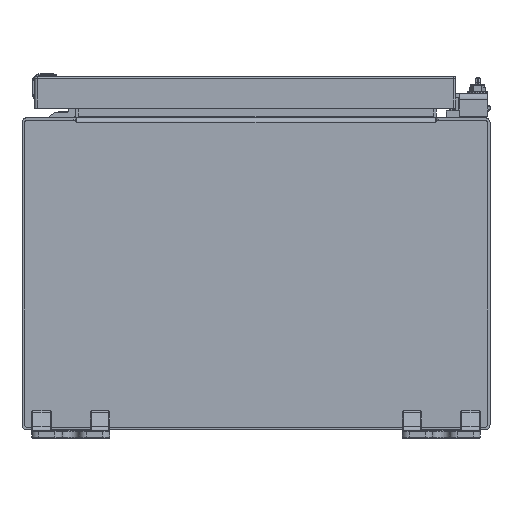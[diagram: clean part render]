
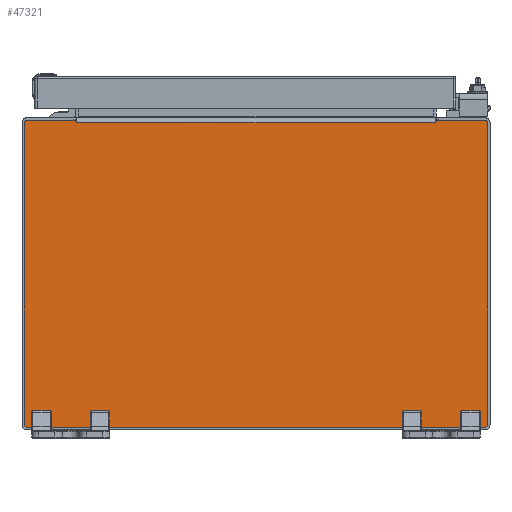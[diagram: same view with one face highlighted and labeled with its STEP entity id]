
A CAD part, front view. The second image highlights one B-rep face of the part: STEP entity #47321.
In plain terms, the highlighted planar face has unit normal (0, -1, 0).
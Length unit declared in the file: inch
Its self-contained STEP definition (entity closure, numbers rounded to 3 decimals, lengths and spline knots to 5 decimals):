
#395 = ORIENTED_EDGE ( 'NONE', *, *, #60614, .F. ) ;
#1739 = VECTOR ( 'NONE', #40892, 39.37008 ) ;
#1965 = DIRECTION ( 'NONE',  ( 0., 0., -1. ) ) ;
#5810 = DIRECTION ( 'NONE',  ( 0., 1., 0. ) ) ;
#7188 = DIRECTION ( 'NONE',  ( 1., 0., 0. ) ) ;
#10068 = PLANE ( 'NONE',  #163450 ) ;
#12175 = CARTESIAN_POINT ( 'NONE',  ( -5.937, -8., 0. ) ) ;
#14167 = DIRECTION ( 'NONE',  ( 0., 1., 0. ) ) ;
#14329 = LINE ( 'NONE', #12175, #163946 ) ;
#14837 = CARTESIAN_POINT ( 'NONE',  ( -5.857, -8., -3.937 ) ) ;
#15317 = CARTESIAN_POINT ( 'NONE',  ( -5.857, -8., -3.857 ) ) ;
#16650 = CARTESIAN_POINT ( 'NONE',  ( 5.857, -8., 3.937 ) ) ;
#18647 = VERTEX_POINT ( 'NONE', #203433 ) ;
#22141 = CARTESIAN_POINT ( 'NONE',  ( 5.857, -8., 3.857 ) ) ;
#22901 = CARTESIAN_POINT ( 'NONE',  ( 4.6136, -8., 3.883 ) ) ;
#22933 = CIRCLE ( 'NONE', #196730, 0.08 ) ;
#25406 = CARTESIAN_POINT ( 'NONE',  ( -4.598, -8., 3.883 ) ) ;
#27375 = CARTESIAN_POINT ( 'NONE',  ( -5.937, -8., 3.857 ) ) ;
#27790 = VERTEX_POINT ( 'NONE', #105719 ) ;
#28753 = CARTESIAN_POINT ( 'NONE',  ( 0., -8., 3.937 ) ) ;
#29065 = CARTESIAN_POINT ( 'NONE',  ( -5.937, -8., -3.857 ) ) ;
#31024 = VERTEX_POINT ( 'NONE', #29065 ) ;
#31950 = LINE ( 'NONE', #214850, #152403 ) ;
#35684 = ORIENTED_EDGE ( 'NONE', *, *, #170399, .F. ) ;
#39022 = LINE ( 'NONE', #89197, #160615 ) ;
#39154 = CIRCLE ( 'NONE', #108913, 0.08 ) ;
#40892 = DIRECTION ( 'NONE',  ( 0., 0., -1. ) ) ;
#41096 = EDGE_CURVE ( 'NONE', #76374, #108577, #158577, .T. ) ;
#41193 = EDGE_CURVE ( 'NONE', #27790, #186195, #190112, .T. ) ;
#42057 = CARTESIAN_POINT ( 'NONE',  ( 5.857, -8., -3.937 ) ) ;
#43387 = ORIENTED_EDGE ( 'NONE', *, *, #55953, .F. ) ;
#47321 = ADVANCED_FACE ( 'NONE', ( #159288 ), #10068, .T. ) ;
#47740 = CARTESIAN_POINT ( 'NONE',  ( -5.857, -8., 3.937 ) ) ;
#49695 = AXIS2_PLACEMENT_3D ( 'NONE', #104961, #118085, #185495 ) ;
#51278 = ORIENTED_EDGE ( 'NONE', *, *, #99726, .F. ) ;
#55953 = EDGE_CURVE ( 'NONE', #164844, #114335, #136530, .T. ) ;
#56446 = DIRECTION ( 'NONE',  ( 0., -1., 0. ) ) ;
#60614 = EDGE_CURVE ( 'NONE', #31024, #87140, #14329, .T. ) ;
#69482 = ORIENTED_EDGE ( 'NONE', *, *, #111583, .F. ) ;
#71351 = ORIENTED_EDGE ( 'NONE', *, *, #98662, .F. ) ;
#71543 = ORIENTED_EDGE ( 'NONE', *, *, #41096, .F. ) ;
#76374 = VERTEX_POINT ( 'NONE', #47740 ) ;
#79988 = DIRECTION ( 'NONE',  ( 1., 0., 0. ) ) ;
#80140 = DIRECTION ( 'NONE',  ( -1., 0., 0. ) ) ;
#82444 = CARTESIAN_POINT ( 'NONE',  ( 5.937, -8., -3.857 ) ) ;
#83656 = EDGE_LOOP ( 'NONE', ( #71543, #84078, #395, #71351, #51278, #69482, #111281, #35684, #138989, #128923, #148147, #185453, #43387, #96631 ) ) ;
#84078 = ORIENTED_EDGE ( 'NONE', *, *, #189658, .F. ) ;
#86348 = DIRECTION ( 'NONE',  ( 1., 0., 0. ) ) ;
#87140 = VERTEX_POINT ( 'NONE', #27375 ) ;
#89197 = CARTESIAN_POINT ( 'NONE',  ( -4.61836, -8., 3.91 ) ) ;
#91902 = VERTEX_POINT ( 'NONE', #16650 ) ;
#95045 = VECTOR ( 'NONE', #197759, 39.37008 ) ;
#95715 = VECTOR ( 'NONE', #7188, 39.37008 ) ;
#96631 = ORIENTED_EDGE ( 'NONE', *, *, #188595, .F. ) ;
#97289 = VERTEX_POINT ( 'NONE', #42057 ) ;
#98662 = EDGE_CURVE ( 'NONE', #148619, #31024, #134874, .T. ) ;
#99726 = EDGE_CURVE ( 'NONE', #97289, #148619, #146309, .T. ) ;
#104961 = CARTESIAN_POINT ( 'NONE',  ( 5.857, -8., -3.857 ) ) ;
#105719 = CARTESIAN_POINT ( 'NONE',  ( 5.937, -8., 3.857 ) ) ;
#108577 = VERTEX_POINT ( 'NONE', #200160 ) ;
#108766 = EDGE_CURVE ( 'NONE', #202520, #18647, #194492, .T. ) ;
#108913 = AXIS2_PLACEMENT_3D ( 'NONE', #113348, #14167, #211235 ) ;
#111281 = ORIENTED_EDGE ( 'NONE', *, *, #41193, .F. ) ;
#111583 = EDGE_CURVE ( 'NONE', #186195, #97289, #185414, .T. ) ;
#113348 = CARTESIAN_POINT ( 'NONE',  ( -5.857, -8., 3.857 ) ) ;
#113429 = DIRECTION ( 'NONE',  ( 0., 1., 0. ) ) ;
#114335 = VERTEX_POINT ( 'NONE', #25406 ) ;
#116773 = LINE ( 'NONE', #28753, #203404 ) ;
#118085 = DIRECTION ( 'NONE',  ( 0., 1., 0. ) ) ;
#128923 = ORIENTED_EDGE ( 'NONE', *, *, #130172, .T. ) ;
#130164 = VECTOR ( 'NONE', #212562, 39.37008 ) ;
#130172 = EDGE_CURVE ( 'NONE', #139497, #202520, #31950, .T. ) ;
#134874 = CIRCLE ( 'NONE', #176410, 0.08 ) ;
#136530 = LINE ( 'NONE', #187579, #159336 ) ;
#138989 = ORIENTED_EDGE ( 'NONE', *, *, #210328, .F. ) ;
#139497 = VERTEX_POINT ( 'NONE', #200640 ) ;
#146309 = LINE ( 'NONE', #180993, #130164 ) ;
#148147 = ORIENTED_EDGE ( 'NONE', *, *, #108766, .T. ) ;
#148619 = VERTEX_POINT ( 'NONE', #14837 ) ;
#149705 = DIRECTION ( 'NONE',  ( -0.174, 0., -0.985 ) ) ;
#152403 = VECTOR ( 'NONE', #149705, 39.37008 ) ;
#153379 = DIRECTION ( 'NONE',  ( 0., 0., -1. ) ) ;
#155355 = CARTESIAN_POINT ( 'NONE',  ( 0., -8., 3.937 ) ) ;
#155634 = DIRECTION ( 'NONE',  ( 0.174, 0., -0.985 ) ) ;
#156444 = CARTESIAN_POINT ( 'NONE',  ( 5.937, -8., 0. ) ) ;
#158577 = LINE ( 'NONE', #155355, #95715 ) ;
#159288 = FACE_OUTER_BOUND ( 'NONE', #83656, .T. ) ;
#159336 = VECTOR ( 'NONE', #86348, 39.37008 ) ;
#159672 = VECTOR ( 'NONE', #80140, 39.37008 ) ;
#160615 = VECTOR ( 'NONE', #155634, 39.37008 ) ;
#163450 = AXIS2_PLACEMENT_3D ( 'NONE', #204542, #56446, #1965 ) ;
#163946 = VECTOR ( 'NONE', #212446, 39.37008 ) ;
#164283 = EDGE_CURVE ( 'NONE', #18647, #114335, #178153, .T. ) ;
#164844 = VERTEX_POINT ( 'NONE', #168571 ) ;
#168571 = CARTESIAN_POINT ( 'NONE',  ( -4.6136, -8., 3.883 ) ) ;
#170399 = EDGE_CURVE ( 'NONE', #91902, #27790, #22933, .T. ) ;
#171361 = DIRECTION ( 'NONE',  ( 0., 0., -1. ) ) ;
#176410 = AXIS2_PLACEMENT_3D ( 'NONE', #15317, #113429, #153379 ) ;
#178153 = LINE ( 'NONE', #181345, #159672 ) ;
#180993 = CARTESIAN_POINT ( 'NONE',  ( 0., -8., -3.937 ) ) ;
#181345 = CARTESIAN_POINT ( 'NONE',  ( 0., -8., 3.883 ) ) ;
#181359 = CARTESIAN_POINT ( 'NONE',  ( 4.60579, -8., 3.883 ) ) ;
#185414 = CIRCLE ( 'NONE', #49695, 0.08 ) ;
#185453 = ORIENTED_EDGE ( 'NONE', *, *, #164283, .T. ) ;
#185495 = DIRECTION ( 'NONE',  ( 0., 0., -1. ) ) ;
#186195 = VERTEX_POINT ( 'NONE', #82444 ) ;
#187579 = CARTESIAN_POINT ( 'NONE',  ( -4.60579, -8., 3.883 ) ) ;
#188595 = EDGE_CURVE ( 'NONE', #108577, #164844, #39022, .T. ) ;
#189658 = EDGE_CURVE ( 'NONE', #87140, #76374, #39154, .T. ) ;
#190112 = LINE ( 'NONE', #156444, #1739 ) ;
#194492 = LINE ( 'NONE', #181359, #95045 ) ;
#196730 = AXIS2_PLACEMENT_3D ( 'NONE', #22141, #5810, #171361 ) ;
#197759 = DIRECTION ( 'NONE',  ( -1., 0., 0. ) ) ;
#200160 = CARTESIAN_POINT ( 'NONE',  ( -4.62312, -8., 3.937 ) ) ;
#200640 = CARTESIAN_POINT ( 'NONE',  ( 4.62312, -8., 3.937 ) ) ;
#202520 = VERTEX_POINT ( 'NONE', #22901 ) ;
#203404 = VECTOR ( 'NONE', #79988, 39.37008 ) ;
#203433 = CARTESIAN_POINT ( 'NONE',  ( 4.598, -8., 3.883 ) ) ;
#204542 = CARTESIAN_POINT ( 'NONE',  ( 0., -8., 0. ) ) ;
#210328 = EDGE_CURVE ( 'NONE', #139497, #91902, #116773, .T. ) ;
#211235 = DIRECTION ( 'NONE',  ( 0., 0., -1. ) ) ;
#212446 = DIRECTION ( 'NONE',  ( 0., 0., 1. ) ) ;
#212562 = DIRECTION ( 'NONE',  ( -1., 0., 0. ) ) ;
#214850 = CARTESIAN_POINT ( 'NONE',  ( 4.61836, -8., 3.91 ) ) ;
